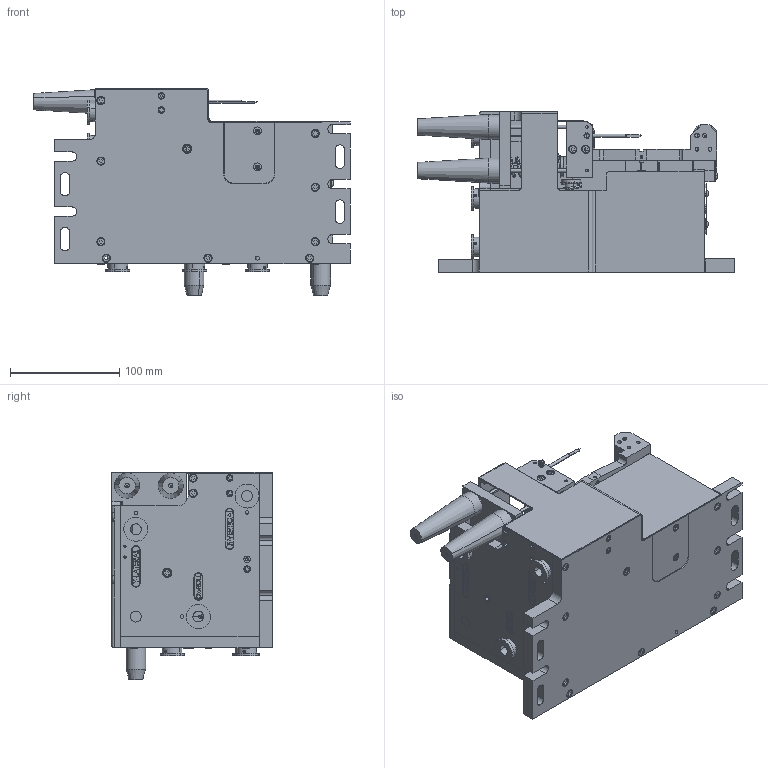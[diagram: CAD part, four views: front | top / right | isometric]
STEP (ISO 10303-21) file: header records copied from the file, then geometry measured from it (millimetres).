
FILE_DESCRIPTION (( 'STEP AP214' ), '1' );
FILE_NAME ('12961-E0W.step', '2007-11-13T06:42:40', ( ' ' ), ( ' ' ), 'SwSTEP 2.0', 'SolidWorks 2007', '' );
FILE_SCHEMA (( 'AUTOMOTIVE_DESIGN' ));
Length unit declared in the file: inch
Products named in the file (1): 12961-E0W
Bounding box: 289.95 x 147 x 190.65 mm (x, y, z)
Surface area: 407265.2 mm2 (no closed solid volume)
Topology: 0 solids, 211 shells, 992 faces, 4242 edges, 3410 vertices
Faces by surface type: plane 500, cylinder 372, cone 66, sphere 30, torus 16, bspline 8
Entity records: 74752 total; most frequent: CARTESIAN_POINT 26652, DIRECTION 7403, ORIENTED_EDGE 5906, EDGE_CURVE 4232, VERTEX_POINT 3410, AXIS2_PLACEMENT_3D 2490, VECTOR 2423, LINE 2423
